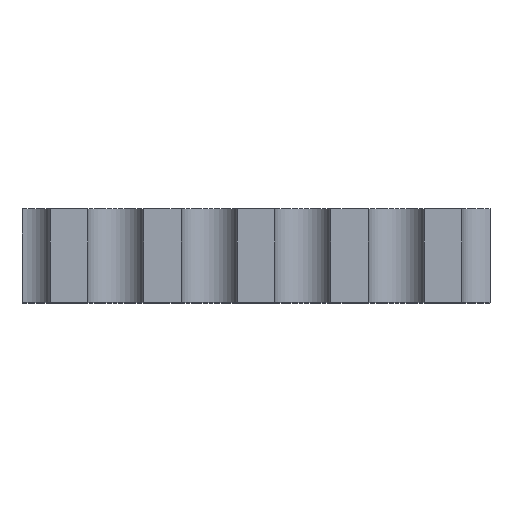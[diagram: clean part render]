
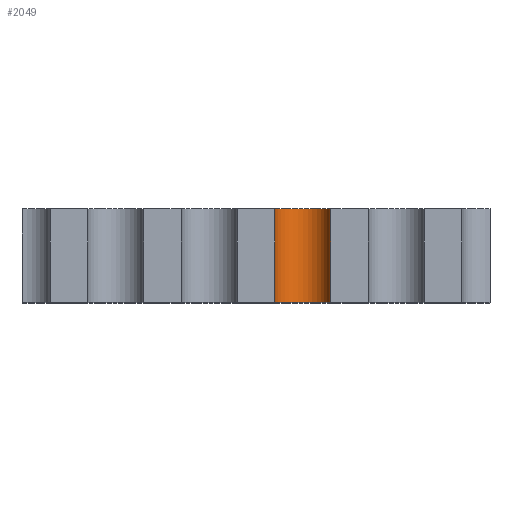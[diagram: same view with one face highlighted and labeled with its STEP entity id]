
A CAD part, top view. The second image highlights one B-rep face of the part: STEP entity #2049.
In plain terms, the highlighted cylindrical face has radius 6 mm (diameter 12 mm), a partial arc.
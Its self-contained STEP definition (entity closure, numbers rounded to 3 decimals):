
#45 = AXIS2_PLACEMENT_3D ( 'NONE', #472, #91, #1357 ) ;
#91 = DIRECTION ( 'NONE',  ( 0., 1., 0. ) ) ;
#338 = EDGE_CURVE ( 'NONE', #470, #2679, #1536, .T. ) ;
#470 = VERTEX_POINT ( 'NONE', #1576 ) ;
#472 = CARTESIAN_POINT ( 'NONE',  ( 38.628, 0., 36.331 ) ) ;
#499 = CARTESIAN_POINT ( 'NONE',  ( 44.628, 0., 36.331 ) ) ;
#515 = CARTESIAN_POINT ( 'NONE',  ( 38.628, 20., 36.331 ) ) ;
#593 = CIRCLE ( 'NONE', #45, 6. ) ;
#602 = CYLINDRICAL_SURFACE ( 'NONE', #875, 6. ) ;
#605 = AXIS2_PLACEMENT_3D ( 'NONE', #515, #746, #1188 ) ;
#627 = LINE ( 'NONE', #806, #1215 ) ;
#704 = DIRECTION ( 'NONE',  ( 0., 1., 0. ) ) ;
#710 = EDGE_CURVE ( 'NONE', #470, #1855, #593, .T. ) ;
#746 = DIRECTION ( 'NONE',  ( 0., 1., 0. ) ) ;
#806 = CARTESIAN_POINT ( 'NONE',  ( 32.628, 0., 36.331 ) ) ;
#825 = DIRECTION ( 'NONE',  ( 0., -1., 0. ) ) ;
#875 = AXIS2_PLACEMENT_3D ( 'NONE', #1510, #1935, #1702 ) ;
#880 = EDGE_LOOP ( 'NONE', ( #1371, #1531, #2699, #1415 ) ) ;
#925 = EDGE_CURVE ( 'NONE', #1742, #1855, #627, .T. ) ;
#1097 = EDGE_CURVE ( 'NONE', #2679, #1742, #2266, .T. ) ;
#1188 = DIRECTION ( 'NONE',  ( 0., 0., 1. ) ) ;
#1215 = VECTOR ( 'NONE', #825, 1000. ) ;
#1357 = DIRECTION ( 'NONE',  ( 0., 0., 1. ) ) ;
#1371 = ORIENTED_EDGE ( 'NONE', *, *, #1097, .T. ) ;
#1415 = ORIENTED_EDGE ( 'NONE', *, *, #338, .T. ) ;
#1510 = CARTESIAN_POINT ( 'NONE',  ( 38.628, 0., 36.331 ) ) ;
#1531 = ORIENTED_EDGE ( 'NONE', *, *, #925, .T. ) ;
#1536 = LINE ( 'NONE', #499, #2685 ) ;
#1576 = CARTESIAN_POINT ( 'NONE',  ( 44.628, 0., 36.331 ) ) ;
#1693 = FACE_OUTER_BOUND ( 'NONE', #880, .T. ) ;
#1702 = DIRECTION ( 'NONE',  ( 0., 0., 1. ) ) ;
#1742 = VERTEX_POINT ( 'NONE', #2313 ) ;
#1855 = VERTEX_POINT ( 'NONE', #1965 ) ;
#1935 = DIRECTION ( 'NONE',  ( 0., 1., 0. ) ) ;
#1965 = CARTESIAN_POINT ( 'NONE',  ( 32.628, 0., 36.331 ) ) ;
#1977 = CARTESIAN_POINT ( 'NONE',  ( 44.628, 20., 36.331 ) ) ;
#2049 = ADVANCED_FACE ( 'NONE', ( #1693 ), #602, .F. ) ;
#2266 = CIRCLE ( 'NONE', #605, 6. ) ;
#2313 = CARTESIAN_POINT ( 'NONE',  ( 32.628, 20., 36.331 ) ) ;
#2679 = VERTEX_POINT ( 'NONE', #1977 ) ;
#2685 = VECTOR ( 'NONE', #704, 1000. ) ;
#2699 = ORIENTED_EDGE ( 'NONE', *, *, #710, .F. ) ;
